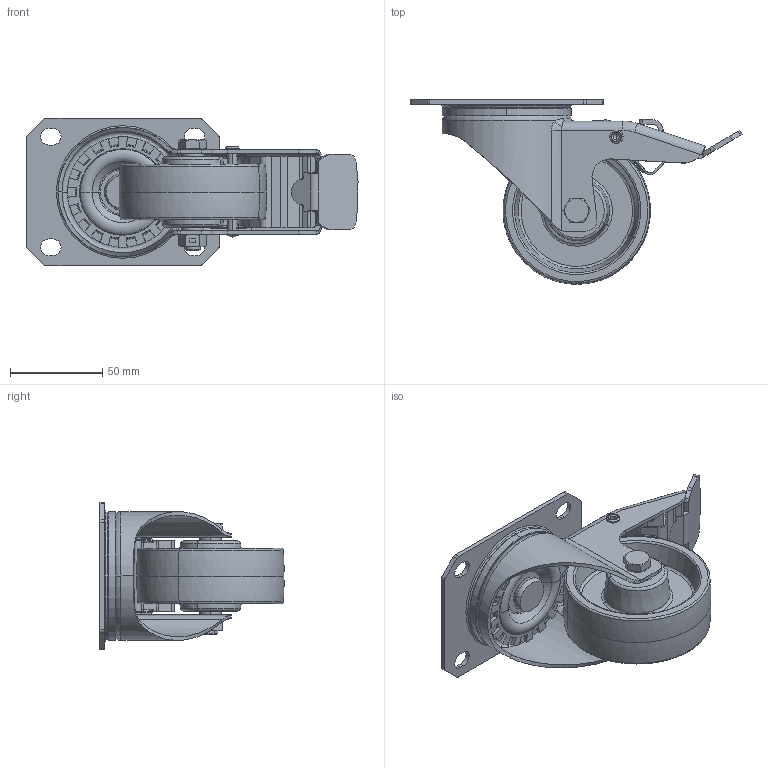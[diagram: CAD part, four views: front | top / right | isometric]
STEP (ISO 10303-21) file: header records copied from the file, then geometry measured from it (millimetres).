
FILE_DESCRIPTION (( 'STEP AP214' ), '1' );
FILE_NAME ('0055954.step', '2024-05-13T07:15:55', ( '' ), ( '' ), 'SwSTEP 2.0', 'SolidWorks 2020', '' );
FILE_SCHEMA (( 'AUTOMOTIVE_DESIGN' ));
Length unit declared in the file: millimetre
Products named in the file (1): 0055954
Bounding box: 180.21 x 99.96 x 80 mm (x, y, z)
Volume: 181722.1 mm3; surface area: 106629.2 mm2
Topology: 11 solids, 11 shells, 1230 faces, 3185 edges, 1980 vertices
Faces by surface type: plane 409, cylinder 360, bspline 222, torus 159, cone 76, sphere 4
Entity records: 62656 total; most frequent: CARTESIAN_POINT 20175, ORIENTED_EDGE 6338, DIRECTION 5762, EDGE_CURVE 3169, AXIS2_PLACEMENT_3D 2248, VERTEX_POINT 1980, EDGE_LOOP 1291, LINE 1266
